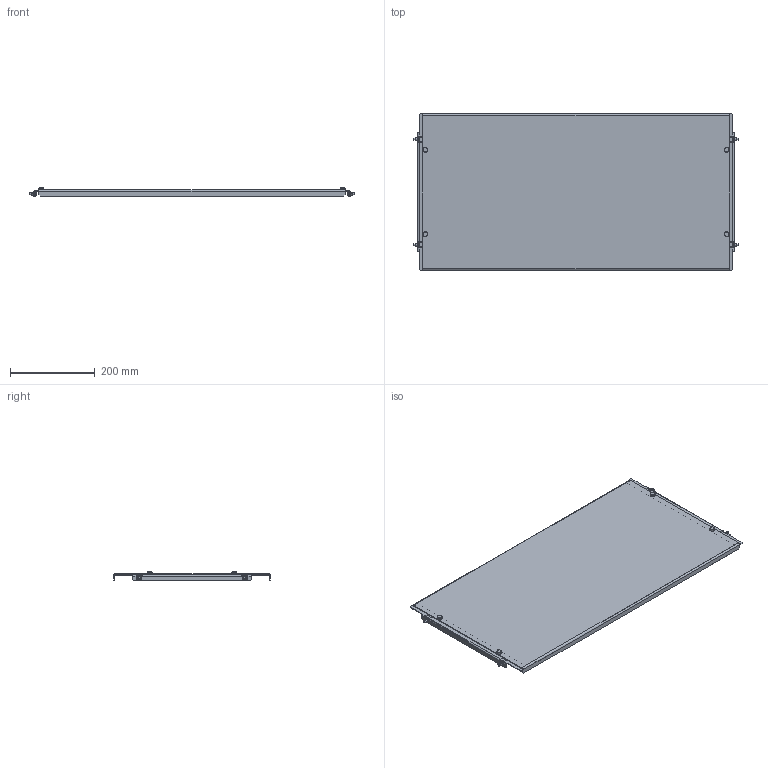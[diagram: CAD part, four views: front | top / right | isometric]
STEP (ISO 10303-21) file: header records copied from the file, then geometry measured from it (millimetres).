
FILE_DESCRIPTION(('STEP AP214'),'1');
FILE_NAME('cctmp_08BC1580-3CE1-450A-B989-F41B44D375E9_2024_05_06_11_45_18_0138..stp','2024-05-06T09:45:18',('SIEMENS A&D'),('CADClick - www.CADClick.com'),'Spatial InterOp 3D',' ','unknown authorization');
FILE_SCHEMA(('AUTOMOTIVE_DESIGN'));
Length unit declared in the file: millimetre
Products named in the file (12): cc_unnamed; 2024_05_06_11_45_18_0122; 2024_05_06_11_45_18_0091; 2024_05_06_11_45_18_0060; 2024_05_06_11_45_18_0029; 2024_05_06_11_45_17_0997; 2024_05_06_11_45_17_0966; 2024_05_06_11_45_17_0935; 2024_05_06_11_45_17_0904; 2024_05_06_11_45_17_0872; 2024_05_06_11_45_17_0841; 2024_05_06_11_45_17_0810
Assembly tree (11 placements, depth 2):
  cc_unnamed
    2024_05_06_11_45_18_0122
    2024_05_06_11_45_18_0091
    2024_05_06_11_45_18_0060
    2024_05_06_11_45_18_0029
    2024_05_06_11_45_17_0997
    2024_05_06_11_45_17_0966
    2024_05_06_11_45_17_0935
    2024_05_06_11_45_17_0904
    2024_05_06_11_45_17_0872
    2024_05_06_11_45_17_0841
    2024_05_06_11_45_17_0810
Bounding box: 767 x 373 x 20.25 mm (x, y, z)
Volume: 610934.8 mm3; surface area: 628286.1 mm2
Topology: 11 solids, 11 shells, 270 faces, 696 edges, 448 vertices
Faces by surface type: plane 158, cylinder 80, cone 32
Entity records: 10741 total; most frequent: DIRECTION 1460, CARTESIAN_POINT 1426, ORIENTED_EDGE 1392, EDGE_CURVE 696, LINE 496, VECTOR 496, AXIS2_PLACEMENT_3D 482, VERTEX_POINT 448
